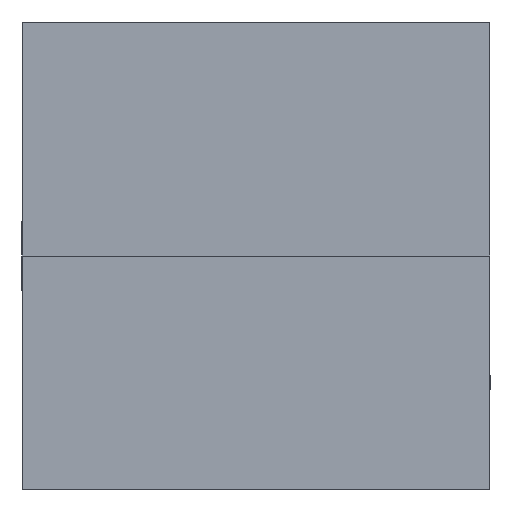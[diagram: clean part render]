
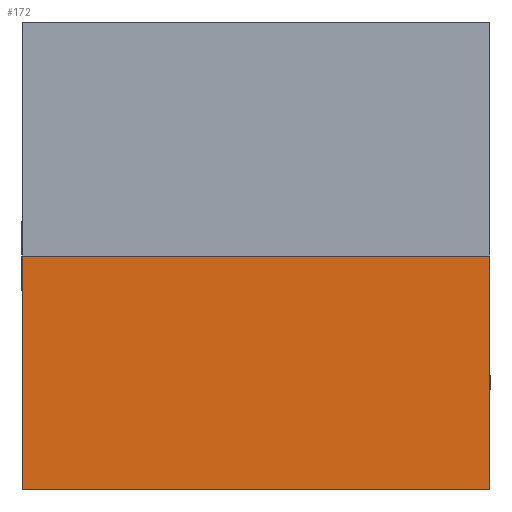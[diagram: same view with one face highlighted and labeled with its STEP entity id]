
A CAD part, front view. The second image highlights one B-rep face of the part: STEP entity #172.
In plain terms, the highlighted planar face has unit normal (0, -1, 0).
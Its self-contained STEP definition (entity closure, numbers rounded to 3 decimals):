
#10 = DIRECTION ( 'NONE',  ( 0., 0., 1. ) ) ;
#56 = ORIENTED_EDGE ( 'NONE', *, *, #434, .F. ) ;
#88 = VERTEX_POINT ( 'NONE', #1295 ) ;
#172 = ADVANCED_FACE ( 'NONE', ( #1061 ), #443, .F. ) ;
#203 = CARTESIAN_POINT ( 'NONE',  ( 50.075, -101.402, 22.5 ) ) ;
#231 = CARTESIAN_POINT ( 'NONE',  ( 50.075, -101.402, 22.5 ) ) ;
#259 = CARTESIAN_POINT ( 'NONE',  ( 5.075, -101.402, 22.5 ) ) ;
#286 = CARTESIAN_POINT ( 'NONE',  ( 5.075, -101.402, 0. ) ) ;
#434 = EDGE_CURVE ( 'NONE', #2471, #88, #1047, .T. ) ;
#443 = PLANE ( 'NONE',  #1686 ) ;
#477 = VECTOR ( 'NONE', #903, 1000. ) ;
#491 = EDGE_CURVE ( 'NONE', #2417, #939, #1036, .T. ) ;
#615 = DIRECTION ( 'NONE',  ( 0., 0., -1. ) ) ;
#630 = CARTESIAN_POINT ( 'NONE',  ( 50.075, -101.402, -22.5 ) ) ;
#665 = CARTESIAN_POINT ( 'NONE',  ( 5.075, -101.402, -22.5 ) ) ;
#765 = ORIENTED_EDGE ( 'NONE', *, *, #1575, .T. ) ;
#820 = DIRECTION ( 'NONE',  ( 0., 0., -1. ) ) ;
#821 = DIRECTION ( 'NONE',  ( 1., 0., 0. ) ) ;
#876 = LINE ( 'NONE', #2075, #477 ) ;
#903 = DIRECTION ( 'NONE',  ( 1., 0., 0. ) ) ;
#919 = EDGE_CURVE ( 'NONE', #2417, #2471, #876, .T. ) ;
#939 = VERTEX_POINT ( 'NONE', #665 ) ;
#1018 = DIRECTION ( 'NONE',  ( 0., 1., 0. ) ) ;
#1036 = LINE ( 'NONE', #259, #1418 ) ;
#1047 = LINE ( 'NONE', #231, #2340 ) ;
#1061 = FACE_OUTER_BOUND ( 'NONE', #1092, .T. ) ;
#1071 = VECTOR ( 'NONE', #821, 1000. ) ;
#1092 = EDGE_LOOP ( 'NONE', ( #1318, #2615, #765, #56 ) ) ;
#1118 = CARTESIAN_POINT ( 'NONE',  ( 50.075, -101.402, 0. ) ) ;
#1295 = CARTESIAN_POINT ( 'NONE',  ( 50.075, -101.402, -22.5 ) ) ;
#1318 = ORIENTED_EDGE ( 'NONE', *, *, #919, .F. ) ;
#1395 = LINE ( 'NONE', #630, #1071 ) ;
#1418 = VECTOR ( 'NONE', #820, 1000. ) ;
#1575 = EDGE_CURVE ( 'NONE', #939, #88, #1395, .T. ) ;
#1686 = AXIS2_PLACEMENT_3D ( 'NONE', #203, #1018, #10 ) ;
#2075 = CARTESIAN_POINT ( 'NONE',  ( 50.075, -101.402, 0. ) ) ;
#2340 = VECTOR ( 'NONE', #615, 1000. ) ;
#2417 = VERTEX_POINT ( 'NONE', #286 ) ;
#2471 = VERTEX_POINT ( 'NONE', #1118 ) ;
#2615 = ORIENTED_EDGE ( 'NONE', *, *, #491, .T. ) ;
